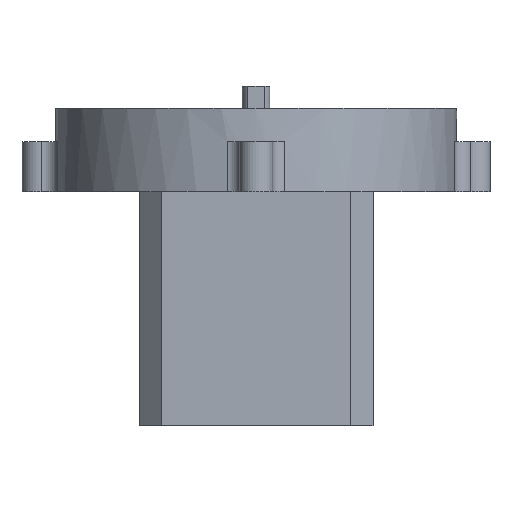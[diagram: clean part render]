
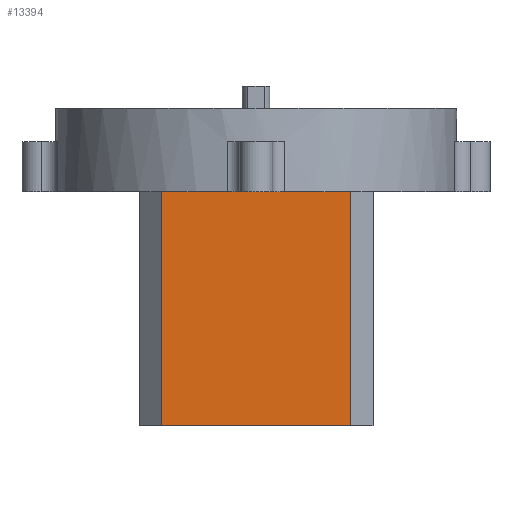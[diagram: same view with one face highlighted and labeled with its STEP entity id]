
A CAD part, left-side view. The second image highlights one B-rep face of the part: STEP entity #13394.
In plain terms, the highlighted planar face has unit normal (-1, 0, 0).
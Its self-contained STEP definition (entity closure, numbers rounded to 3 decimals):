
#2382=FACE_OUTER_BOUND('',#3231,.T.);
#3231=EDGE_LOOP('',(#8989,#8990,#8991,#8992));
#4181=LINE('',#20663,#4882);
#4182=LINE('',#20666,#4883);
#4183=LINE('',#20668,#4884);
#4184=LINE('',#20669,#4885);
#4882=VECTOR('',#16294,10.);
#4883=VECTOR('',#16297,10.);
#4884=VECTOR('',#16298,10.);
#4885=VECTOR('',#16299,10.);
#5581=VERTEX_POINT('',#20656);
#5584=VERTEX_POINT('',#20661);
#5585=VERTEX_POINT('',#20665);
#5586=VERTEX_POINT('',#20667);
#6892=EDGE_CURVE('',#5584,#5581,#4181,.T.);
#6893=EDGE_CURVE('',#5585,#5584,#4182,.T.);
#6894=EDGE_CURVE('',#5586,#5585,#4183,.T.);
#6895=EDGE_CURVE('',#5581,#5586,#4184,.T.);
#8989=ORIENTED_EDGE('',*,*,#6892,.F.);
#8990=ORIENTED_EDGE('',*,*,#6893,.F.);
#8991=ORIENTED_EDGE('',*,*,#6894,.F.);
#8992=ORIENTED_EDGE('',*,*,#6895,.F.);
#13156=PLANE('',#14442);
#13394=ADVANCED_FACE('',(#2382),#13156,.T.);
#14442=AXIS2_PLACEMENT_3D('',#20664,#16295,#16296);
#16294=DIRECTION('',(0.,0.,1.));
#16295=DIRECTION('center_axis',(-1.,0.,0.));
#16296=DIRECTION('ref_axis',(0.,-1.,0.));
#16297=DIRECTION('',(0.,1.,0.));
#16298=DIRECTION('',(0.,0.,-1.));
#16299=DIRECTION('',(0.,-1.,0.));
#20656=CARTESIAN_POINT('',(-21.,17.,42.));
#20661=CARTESIAN_POINT('',(-21.,17.,0.));
#20663=CARTESIAN_POINT('',(-21.,17.,0.));
#20664=CARTESIAN_POINT('Origin',(-21.,21.,0.));
#20665=CARTESIAN_POINT('',(-21.,-17.,0.));
#20666=CARTESIAN_POINT('',(-21.,-21.,0.));
#20667=CARTESIAN_POINT('',(-21.,-17.,42.));
#20668=CARTESIAN_POINT('',(-21.,-17.,0.));
#20669=CARTESIAN_POINT('',(-21.,-21.,42.));
